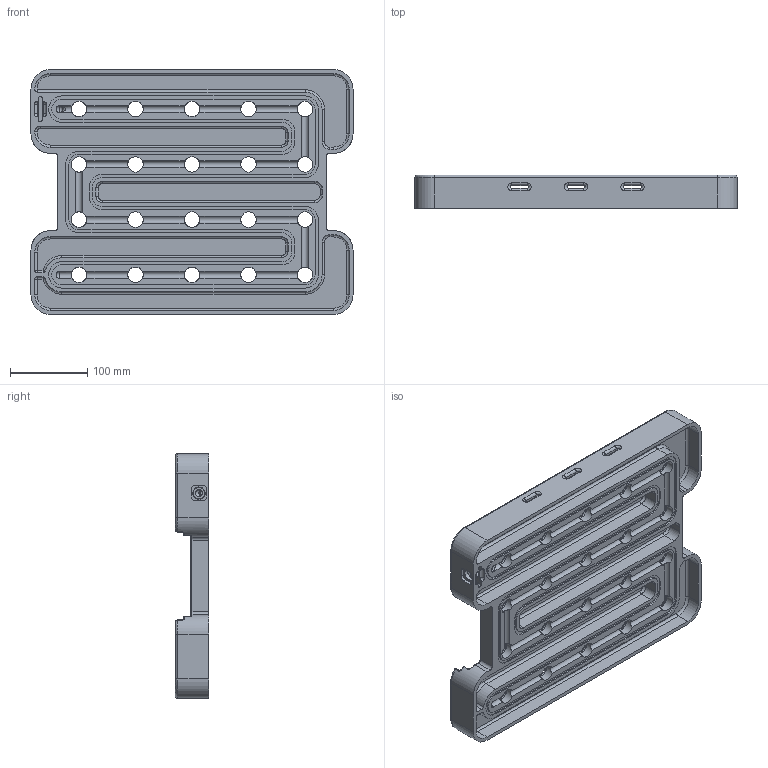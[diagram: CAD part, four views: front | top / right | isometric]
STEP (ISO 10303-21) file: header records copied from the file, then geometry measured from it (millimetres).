
FILE_DESCRIPTION (( 'STEP AP203' ), '1' );
FILE_NAME ('Basisteil_08052013.STEP', '2013-05-08T21:22:13', ( '' ), ( '' ), 'SwSTEP 2.0', 'SolidWorks 2012', '' );
FILE_SCHEMA (( 'CONFIG_CONTROL_DESIGN' ));
Length unit declared in the file: millimetre
Products named in the file (1): Basisteil_08052013
Bounding box: 416 x 43 x 316 mm (x, y, z)
Volume: 1752024.4 mm3; surface area: 434779 mm2
Topology: 1 solids, 1 shells, 892 faces, 2333 edges, 1416 vertices
Faces by surface type: cylinder 359, plane 309, torus 137, bspline 53, cone 21, sphere 13
Full cylindrical faces by diameter (mm): 9 x1, 15 x2, 20 x20, 32 x20
Entity records: 31698 total; most frequent: CARTESIAN_POINT 10446, DIRECTION 4622, ORIENTED_EDGE 4268, EDGE_CURVE 2134, AXIS2_PLACEMENT_3D 1799, VERTEX_POINT 1351, EDGE_LOOP 1055, LINE 1024
